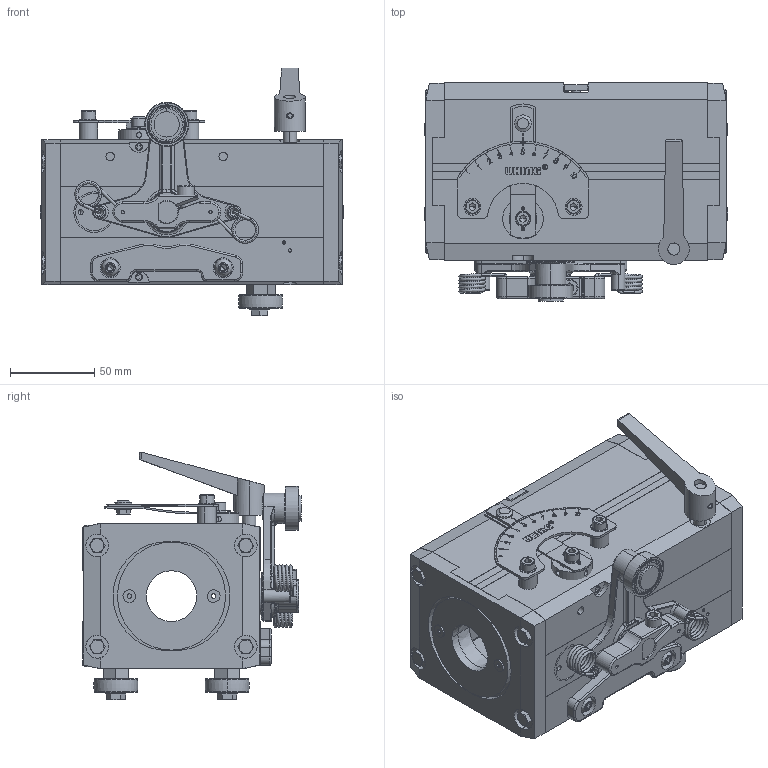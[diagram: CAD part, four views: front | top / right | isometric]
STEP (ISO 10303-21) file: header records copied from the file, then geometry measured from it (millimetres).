
FILE_DESCRIPTION (( 'STEP AP214' ), '1' );
FILE_NAME ('RG4-30-2MCRF Drehrichtung rechts.STEP', '2019-10-18T05:18:42', ( '' ), ( '' ), 'SwSTEP 2.0', 'SolidWorks 2019', '' );
FILE_SCHEMA (( 'AUTOMOTIVE_DESIGN' ));
Length unit declared in the file: millimetre
Products named in the file (1): RG4-30-2MCRF Drehrichtung rechts
Bounding box: 180 x 129.3 x 146.83 mm (x, y, z)
Volume: 726946.4 mm3; surface area: 299592 mm2
Topology: 94 solids, 94 shells, 3826 faces, 9802 edges, 6160 vertices
Faces by surface type: plane 1745, cylinder 1275, cone 418, bspline 167, torus 155, sphere 66
Entity records: 168890 total; most frequent: CARTESIAN_POINT 33111, DIRECTION 19517, ORIENTED_EDGE 19308, EDGE_CURVE 9654, AXIS2_PLACEMENT_3D 7137, VERTEX_POINT 6155, VECTOR 5243, LINE 5243
